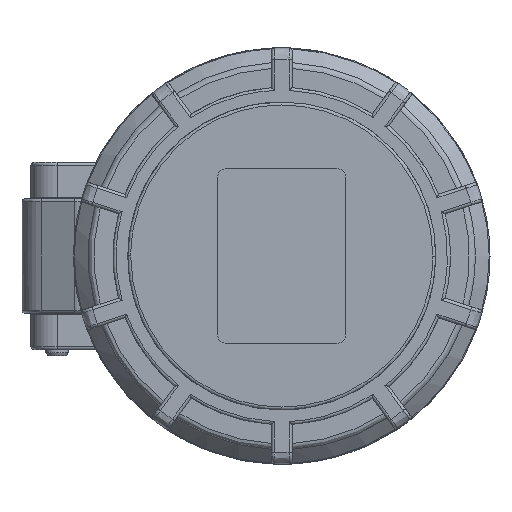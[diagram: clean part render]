
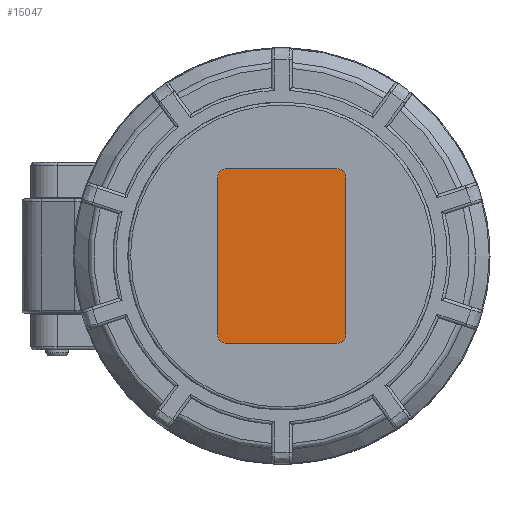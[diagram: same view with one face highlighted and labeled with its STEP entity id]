
A CAD part, left-side view. The second image highlights one B-rep face of the part: STEP entity #15047.
In plain terms, the highlighted planar face has unit normal (-1, 0, 0).
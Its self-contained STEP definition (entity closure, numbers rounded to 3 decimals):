
#840 = ORIENTED_EDGE ( 'NONE', *, *, #5682, .T. ) ;
#913 = VECTOR ( 'NONE', #43857, 1000. ) ;
#1867 = EDGE_CURVE ( 'NONE', #30483, #37110, #39362, .T. ) ;
#4750 = VERTEX_POINT ( 'NONE', #33380 ) ;
#5046 = CARTESIAN_POINT ( 'NONE',  ( -11.435, -9.431, 14.9 ) ) ;
#5203 = VERTEX_POINT ( 'NONE', #31771 ) ;
#5340 = EDGE_CURVE ( 'NONE', #40168, #30483, #13870, .T. ) ;
#5682 = EDGE_CURVE ( 'NONE', #6019, #4750, #15942, .T. ) ;
#6019 = VERTEX_POINT ( 'NONE', #12643 ) ;
#6562 = CARTESIAN_POINT ( 'NONE',  ( -11.435, 10.869, -13.4 ) ) ;
#7143 = EDGE_CURVE ( 'NONE', #5203, #6019, #32926, .T. ) ;
#7292 = PLANE ( 'NONE',  #19191 ) ;
#7766 = CARTESIAN_POINT ( 'NONE',  ( -11.435, 10.869, 13.4 ) ) ;
#9948 = AXIS2_PLACEMENT_3D ( 'NONE', #10148, #32274, #17610 ) ;
#10148 = CARTESIAN_POINT ( 'NONE',  ( -11.435, -9.431, 13.4 ) ) ;
#12643 = CARTESIAN_POINT ( 'NONE',  ( -11.435, 9.369, -14.9 ) ) ;
#12701 = CARTESIAN_POINT ( 'NONE',  ( -11.435, -10.931, -13.4 ) ) ;
#12851 = ORIENTED_EDGE ( 'NONE', *, *, #28846, .T. ) ;
#13870 = CIRCLE ( 'NONE', #9948, 1.5 ) ;
#15047 = ADVANCED_FACE ( 'NONE', ( #21735 ), #7292, .T. ) ;
#15784 = CARTESIAN_POINT ( 'NONE',  ( -11.435, 9.369, 14.9 ) ) ;
#15942 = LINE ( 'NONE', #33446, #40712 ) ;
#16202 = ORIENTED_EDGE ( 'NONE', *, *, #5340, .T. ) ;
#16423 = LINE ( 'NONE', #12701, #43615 ) ;
#17610 = DIRECTION ( 'NONE',  ( 0., 0., -1. ) ) ;
#17878 = EDGE_CURVE ( 'NONE', #4750, #43618, #18384, .T. ) ;
#18043 = CARTESIAN_POINT ( 'NONE',  ( -11.435, -9.431, -13.4 ) ) ;
#18249 = DIRECTION ( 'NONE',  ( -1., 0., 0. ) ) ;
#18384 = CIRCLE ( 'NONE', #47736, 1.5 ) ;
#18744 = CARTESIAN_POINT ( 'NONE',  ( -11.435, 9.369, -13.4 ) ) ;
#19191 = AXIS2_PLACEMENT_3D ( 'NONE', #41835, #23906, #26904 ) ;
#19436 = AXIS2_PLACEMENT_3D ( 'NONE', #18744, #18249, #48303 ) ;
#19545 = CARTESIAN_POINT ( 'NONE',  ( -11.435, -10.931, -13.4 ) ) ;
#19736 = CIRCLE ( 'NONE', #45093, 1.5 ) ;
#20502 = EDGE_CURVE ( 'NONE', #37110, #21802, #19736, .T. ) ;
#21735 = FACE_OUTER_BOUND ( 'NONE', #37246, .T. ) ;
#21802 = VERTEX_POINT ( 'NONE', #7766 ) ;
#23906 = DIRECTION ( 'NONE',  ( -1., 0., 0. ) ) ;
#24703 = DIRECTION ( 'NONE',  ( 0., 1., 0. ) ) ;
#26243 = DIRECTION ( 'NONE',  ( 0., 0., 1. ) ) ;
#26904 = DIRECTION ( 'NONE',  ( 0., 0., 1. ) ) ;
#28846 = EDGE_CURVE ( 'NONE', #43618, #40168, #16423, .T. ) ;
#30483 = VERTEX_POINT ( 'NONE', #36233 ) ;
#31771 = CARTESIAN_POINT ( 'NONE',  ( -11.435, 10.869, -13.4 ) ) ;
#32274 = DIRECTION ( 'NONE',  ( -1., 0., 0. ) ) ;
#32681 = LINE ( 'NONE', #6562, #913 ) ;
#32926 = CIRCLE ( 'NONE', #19436, 1.5 ) ;
#33380 = CARTESIAN_POINT ( 'NONE',  ( -11.435, -9.431, -14.9 ) ) ;
#33446 = CARTESIAN_POINT ( 'NONE',  ( -11.435, -9.431, -14.9 ) ) ;
#33695 = DIRECTION ( 'NONE',  ( -1., 0., 0. ) ) ;
#34844 = DIRECTION ( 'NONE',  ( 0., 0., 1. ) ) ;
#35540 = CARTESIAN_POINT ( 'NONE',  ( -11.435, -10.931, 13.4 ) ) ;
#36083 = ORIENTED_EDGE ( 'NONE', *, *, #7143, .T. ) ;
#36233 = CARTESIAN_POINT ( 'NONE',  ( -11.435, -9.431, 14.9 ) ) ;
#37110 = VERTEX_POINT ( 'NONE', #15784 ) ;
#37181 = EDGE_CURVE ( 'NONE', #21802, #5203, #32681, .T. ) ;
#37246 = EDGE_LOOP ( 'NONE', ( #37465, #12851, #16202, #46428, #42417, #45586, #36083, #840 ) ) ;
#37465 = ORIENTED_EDGE ( 'NONE', *, *, #17878, .T. ) ;
#39362 = LINE ( 'NONE', #5046, #41436 ) ;
#40168 = VERTEX_POINT ( 'NONE', #35540 ) ;
#40712 = VECTOR ( 'NONE', #44618, 1000. ) ;
#41436 = VECTOR ( 'NONE', #24703, 1000. ) ;
#41835 = CARTESIAN_POINT ( 'NONE',  ( -11.435, -9.431, -13.4 ) ) ;
#42279 = DIRECTION ( 'NONE',  ( -1., 0., 0. ) ) ;
#42417 = ORIENTED_EDGE ( 'NONE', *, *, #20502, .T. ) ;
#43615 = VECTOR ( 'NONE', #34844, 1000. ) ;
#43618 = VERTEX_POINT ( 'NONE', #19545 ) ;
#43857 = DIRECTION ( 'NONE',  ( 0., 0., -1. ) ) ;
#44618 = DIRECTION ( 'NONE',  ( 0., -1., 0. ) ) ;
#45093 = AXIS2_PLACEMENT_3D ( 'NONE', #46467, #42279, #46222 ) ;
#45586 = ORIENTED_EDGE ( 'NONE', *, *, #37181, .T. ) ;
#46222 = DIRECTION ( 'NONE',  ( 0., 0., 1. ) ) ;
#46428 = ORIENTED_EDGE ( 'NONE', *, *, #1867, .T. ) ;
#46467 = CARTESIAN_POINT ( 'NONE',  ( -11.435, 9.369, 13.4 ) ) ;
#47736 = AXIS2_PLACEMENT_3D ( 'NONE', #18043, #33695, #26243 ) ;
#48303 = DIRECTION ( 'NONE',  ( 0., 0., 1. ) ) ;
